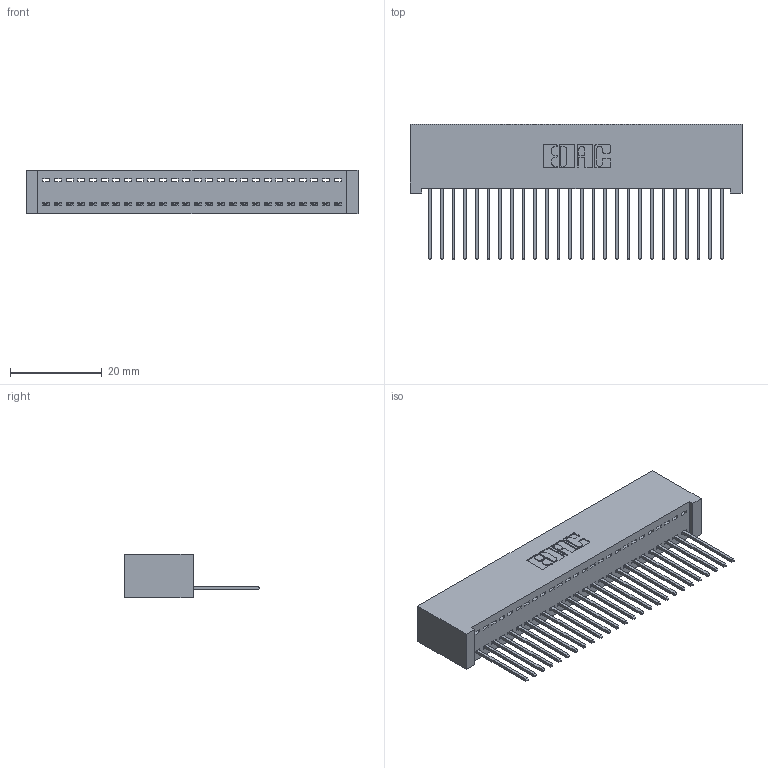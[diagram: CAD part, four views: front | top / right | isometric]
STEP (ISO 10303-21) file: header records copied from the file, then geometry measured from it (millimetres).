
FILE_DESCRIPTION (( 'STEP AP203' ), '1' );
FILE_NAME ('392-026-540-101.STEP', '2019-10-07T11:18:22', ( '' ), ( '' ), 'SwSTEP 2.0', 'SolidWorks 2016', '' );
FILE_SCHEMA (( 'CONFIG_CONTROL_DESIGN' ));
Length unit declared in the file: inch
Products named in the file (3): 345-292-001_345-293-140; 392-026-540-101; 342 Part_Lugless
Assembly tree (27 placements, depth 2):
  392-026-540-101
    342 Part_Lugless
    345-292-001_345-293-140  x26
Bounding box: 72.29 x 29.47 x 9.4 mm (x, y, z)
Volume: 6723.5 mm3; surface area: 10141.2 mm2
Topology: 27 solids, 27 shells, 1610 faces, 4851 edges, 3198 vertices
Faces by surface type: plane 1154, cylinder 456
Entity records: 17573 total; most frequent: CARTESIAN_POINT 3040, ORIENTED_EDGE 3002, DIRECTION 2589, EDGE_CURVE 1501, LINE 1381, VECTOR 1381, VERTEX_POINT 998, AXIS2_PLACEMENT_3D 604
